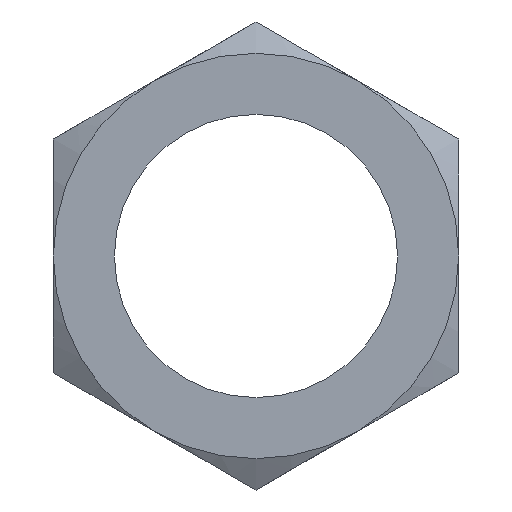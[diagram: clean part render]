
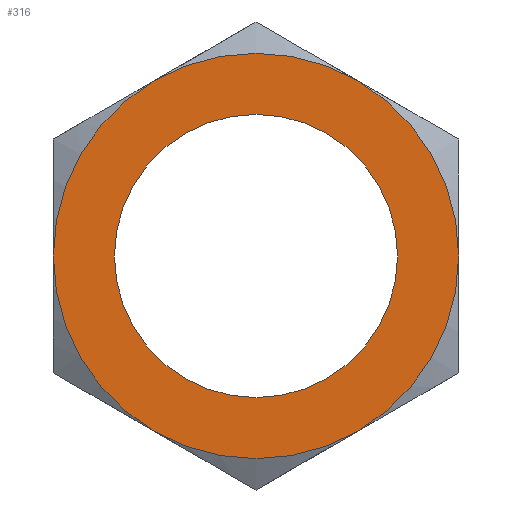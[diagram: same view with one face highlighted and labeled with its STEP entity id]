
A CAD part, left-side view. The second image highlights one B-rep face of the part: STEP entity #316.
In plain terms, the highlighted planar face has unit normal (-1, 0, 0).
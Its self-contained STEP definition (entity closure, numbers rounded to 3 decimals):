
#38=PLANE('',#353);
#77=FACE_BOUND('',#122,.T.);
#98=FACE_OUTER_BOUND('',#121,.T.);
#121=EDGE_LOOP('',(#288,#289,#290,#291,#292,#293));
#122=EDGE_LOOP('',(#294));
#124=CIRCLE('',#321,2.795);
#125=CIRCLE('',#323,4.);
#126=CIRCLE('',#325,4.);
#127=CIRCLE('',#327,4.);
#128=CIRCLE('',#329,4.);
#129=CIRCLE('',#331,4.);
#130=CIRCLE('',#333,4.);
#138=VERTEX_POINT('',#436);
#139=VERTEX_POINT('',#439);
#141=VERTEX_POINT('',#444);
#142=VERTEX_POINT('',#450);
#143=VERTEX_POINT('',#451);
#146=VERTEX_POINT('',#465);
#148=VERTEX_POINT('',#475);
#164=EDGE_CURVE('',#138,#138,#124,.T.);
#166=EDGE_CURVE('',#141,#139,#125,.T.);
#168=EDGE_CURVE('',#142,#143,#126,.T.);
#172=EDGE_CURVE('',#146,#141,#127,.T.);
#175=EDGE_CURVE('',#148,#146,#128,.T.);
#178=EDGE_CURVE('',#143,#148,#129,.T.);
#182=EDGE_CURVE('',#139,#142,#130,.T.);
#288=ORIENTED_EDGE('',*,*,#168,.T.);
#289=ORIENTED_EDGE('',*,*,#178,.T.);
#290=ORIENTED_EDGE('',*,*,#175,.T.);
#291=ORIENTED_EDGE('',*,*,#172,.T.);
#292=ORIENTED_EDGE('',*,*,#166,.T.);
#293=ORIENTED_EDGE('',*,*,#182,.T.);
#294=ORIENTED_EDGE('',*,*,#164,.T.);
#316=ADVANCED_FACE('',(#98,#77),#38,.T.);
#321=AXIS2_PLACEMENT_3D('',#437,#360,#361);
#323=AXIS2_PLACEMENT_3D('',#445,#364,#365);
#325=AXIS2_PLACEMENT_3D('',#452,#368,#369);
#327=AXIS2_PLACEMENT_3D('',#466,#372,#373);
#329=AXIS2_PLACEMENT_3D('',#476,#376,#377);
#331=AXIS2_PLACEMENT_3D('',#485,#380,#381);
#333=AXIS2_PLACEMENT_3D('',#497,#384,#385);
#353=AXIS2_PLACEMENT_3D('',#571,#430,#431);
#360=DIRECTION('center_axis',(1.,0.,0.));
#361=DIRECTION('ref_axis',(0.,0.,1.));
#364=DIRECTION('center_axis',(-1.,0.,0.));
#365=DIRECTION('ref_axis',(0.,-0.866,0.5));
#368=DIRECTION('center_axis',(-1.,0.,0.));
#369=DIRECTION('ref_axis',(0.,-0.866,0.5));
#372=DIRECTION('center_axis',(-1.,0.,0.));
#373=DIRECTION('ref_axis',(0.,-0.866,0.5));
#376=DIRECTION('center_axis',(-1.,0.,0.));
#377=DIRECTION('ref_axis',(0.,-0.866,0.5));
#380=DIRECTION('center_axis',(-1.,0.,0.));
#381=DIRECTION('ref_axis',(0.,-0.866,0.5));
#384=DIRECTION('center_axis',(-1.,0.,0.));
#385=DIRECTION('ref_axis',(0.,-0.866,0.5));
#430=DIRECTION('center_axis',(-1.,0.,0.));
#431=DIRECTION('ref_axis',(0.,1.,0.));
#436=CARTESIAN_POINT('',(0.,0.,0.705));
#437=CARTESIAN_POINT('Origin',(0.,0.,
3.5));
#439=CARTESIAN_POINT('',(0.,4.,3.5));
#444=CARTESIAN_POINT('',(0.,2.,6.964));
#445=CARTESIAN_POINT('Origin',(0.,0.,
3.5));
#450=CARTESIAN_POINT('',(0.,2.,0.036));
#451=CARTESIAN_POINT('',(0.,-2.,0.036));
#452=CARTESIAN_POINT('Origin',(0.,0.,
3.5));
#465=CARTESIAN_POINT('',(0.,-2.,6.964));
#466=CARTESIAN_POINT('Origin',(0.,0.,
3.5));
#475=CARTESIAN_POINT('',(0.,-4.,3.5));
#476=CARTESIAN_POINT('Origin',(0.,0.,
3.5));
#485=CARTESIAN_POINT('Origin',(0.,0.,
3.5));
#497=CARTESIAN_POINT('Origin',(0.,0.,
3.5));
#571=CARTESIAN_POINT('Origin',(0.,0.,
3.5));
